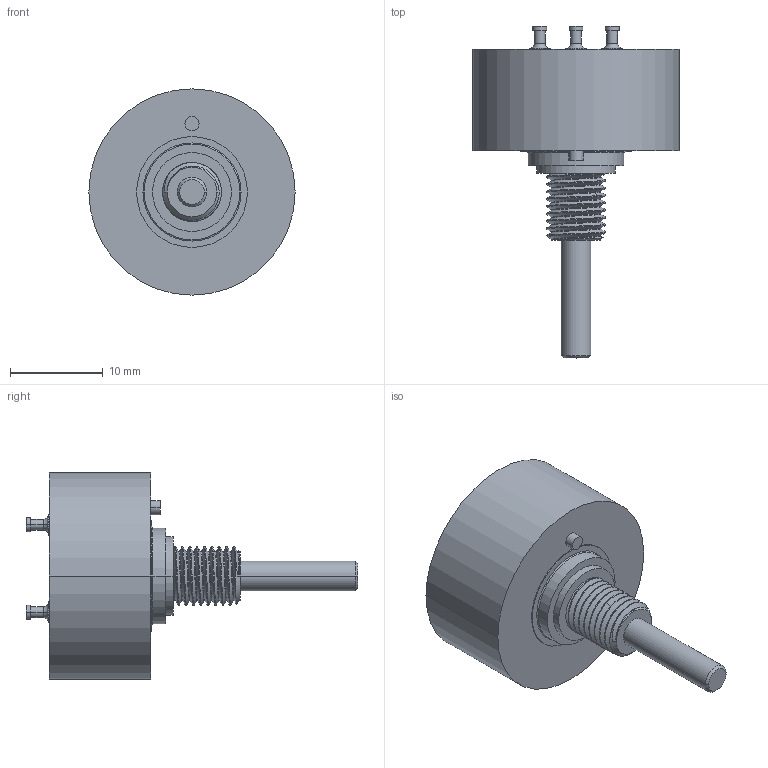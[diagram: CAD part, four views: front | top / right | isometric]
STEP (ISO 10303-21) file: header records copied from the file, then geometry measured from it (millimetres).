
FILE_DESCRIPTION((''),'2;1');
FILE_NAME('6121_FOR_STEP_SW0001','2012-01-27T',('BMozley'),(''),'PRO/ENGINEER BY PARAMETRIC TECHNOLOGY CORPORATION, 2011370','PRO/ENGINEER BY PARAMETRIC TECHNOLOGY CORPORATION, 2011370','');
FILE_SCHEMA(('CONFIG_CONTROL_DESIGN'));
Length unit declared in the file: inch
Products named in the file (1): 6121_FOR_STEP_SW0001
Bounding box: 22.23 x 35.76 x 22.23 mm (x, y, z)
Volume: 4733 mm3; surface area: 2015.5 mm2
Topology: 1 solids, 1 shells, 88 faces, 196 edges, 125 vertices
Faces by surface type: cylinder 47, plane 19, bspline 10, torus 8, cone 4
Entity records: 9858 total; most frequent: CARTESIAN_POINT 7911, ORIENTED_EDGE 392, DIRECTION 384, EDGE_CURVE 196, AXIS2_PLACEMENT_3D 160, VERTEX_POINT 125, EDGE_LOOP 103, FACE_OUTER_BOUND 88
